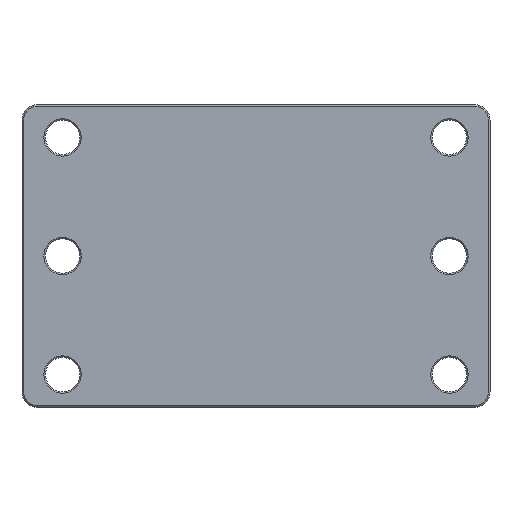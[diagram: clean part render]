
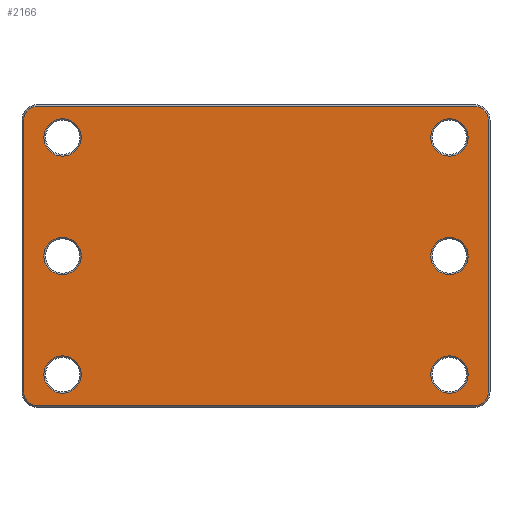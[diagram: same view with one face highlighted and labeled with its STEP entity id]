
A CAD part, front view. The second image highlights one B-rep face of the part: STEP entity #2166.
In plain terms, the highlighted planar face has unit normal (0, -1, 0).
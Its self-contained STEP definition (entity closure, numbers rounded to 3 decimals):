
#79=FACE_BOUND('',#468,.T.);
#80=FACE_BOUND('',#469,.T.);
#81=FACE_BOUND('',#470,.T.);
#82=FACE_BOUND('',#471,.T.);
#83=FACE_BOUND('',#472,.T.);
#84=FACE_BOUND('',#473,.T.);
#131=PLANE('',#2344);
#335=FACE_OUTER_BOUND('',#467,.T.);
#467=EDGE_LOOP('',(#1680,#1681,#1682,#1683,#1684,#1685,#1686,#1687));
#468=EDGE_LOOP('',(#1688));
#469=EDGE_LOOP('',(#1689));
#470=EDGE_LOOP('',(#1690));
#471=EDGE_LOOP('',(#1691));
#472=EDGE_LOOP('',(#1692));
#473=EDGE_LOOP('',(#1693));
#635=LINE('',#3413,#792);
#636=LINE('',#3417,#793);
#637=LINE('',#3421,#794);
#638=LINE('',#3425,#795);
#792=VECTOR('',#2701,10.);
#793=VECTOR('',#2704,10.);
#794=VECTOR('',#2707,10.);
#795=VECTOR('',#2710,10.);
#928=CIRCLE('',#2342,6.);
#930=CIRCLE('',#2345,4.5);
#931=CIRCLE('',#2346,4.5);
#932=CIRCLE('',#2347,4.5);
#933=CIRCLE('',#2348,4.5);
#934=CIRCLE('',#2349,6.);
#935=CIRCLE('',#2350,6.);
#936=CIRCLE('',#2351,6.);
#937=CIRCLE('',#2352,6.);
#938=CIRCLE('',#2353,6.);
#1080=VERTEX_POINT('',#3405);
#1082=VERTEX_POINT('',#3411);
#1083=VERTEX_POINT('',#3412);
#1084=VERTEX_POINT('',#3414);
#1085=VERTEX_POINT('',#3416);
#1086=VERTEX_POINT('',#3418);
#1087=VERTEX_POINT('',#3420);
#1088=VERTEX_POINT('',#3422);
#1089=VERTEX_POINT('',#3424);
#1090=VERTEX_POINT('',#3427);
#1091=VERTEX_POINT('',#3429);
#1092=VERTEX_POINT('',#3431);
#1093=VERTEX_POINT('',#3433);
#1094=VERTEX_POINT('',#3435);
#1296=EDGE_CURVE('',#1080,#1080,#928,.T.);
#1299=EDGE_CURVE('',#1082,#1083,#635,.T.);
#1300=EDGE_CURVE('',#1084,#1082,#930,.T.);
#1301=EDGE_CURVE('',#1085,#1084,#636,.T.);
#1302=EDGE_CURVE('',#1086,#1085,#931,.T.);
#1303=EDGE_CURVE('',#1087,#1086,#637,.T.);
#1304=EDGE_CURVE('',#1088,#1087,#932,.T.);
#1305=EDGE_CURVE('',#1089,#1088,#638,.T.);
#1306=EDGE_CURVE('',#1083,#1089,#933,.T.);
#1307=EDGE_CURVE('',#1090,#1090,#934,.T.);
#1308=EDGE_CURVE('',#1091,#1091,#935,.T.);
#1309=EDGE_CURVE('',#1092,#1092,#936,.T.);
#1310=EDGE_CURVE('',#1093,#1093,#937,.T.);
#1311=EDGE_CURVE('',#1094,#1094,#938,.T.);
#1680=ORIENTED_EDGE('',*,*,#1299,.F.);
#1681=ORIENTED_EDGE('',*,*,#1300,.F.);
#1682=ORIENTED_EDGE('',*,*,#1301,.F.);
#1683=ORIENTED_EDGE('',*,*,#1302,.F.);
#1684=ORIENTED_EDGE('',*,*,#1303,.F.);
#1685=ORIENTED_EDGE('',*,*,#1304,.F.);
#1686=ORIENTED_EDGE('',*,*,#1305,.F.);
#1687=ORIENTED_EDGE('',*,*,#1306,.F.);
#1688=ORIENTED_EDGE('',*,*,#1307,.F.);
#1689=ORIENTED_EDGE('',*,*,#1308,.F.);
#1690=ORIENTED_EDGE('',*,*,#1309,.F.);
#1691=ORIENTED_EDGE('',*,*,#1310,.F.);
#1692=ORIENTED_EDGE('',*,*,#1311,.F.);
#1693=ORIENTED_EDGE('',*,*,#1296,.F.);
#2166=ADVANCED_FACE('',(#335,#79,#80,#81,#82,#83,#84),#131,.T.);
#2342=AXIS2_PLACEMENT_3D('',#3406,#2694,#2695);
#2344=AXIS2_PLACEMENT_3D('',#3410,#2699,#2700);
#2345=AXIS2_PLACEMENT_3D('',#3415,#2702,#2703);
#2346=AXIS2_PLACEMENT_3D('',#3419,#2705,#2706);
#2347=AXIS2_PLACEMENT_3D('',#3423,#2708,#2709);
#2348=AXIS2_PLACEMENT_3D('',#3426,#2711,#2712);
#2349=AXIS2_PLACEMENT_3D('',#3428,#2713,#2714);
#2350=AXIS2_PLACEMENT_3D('',#3430,#2715,#2716);
#2351=AXIS2_PLACEMENT_3D('',#3432,#2717,#2718);
#2352=AXIS2_PLACEMENT_3D('',#3434,#2719,#2720);
#2353=AXIS2_PLACEMENT_3D('',#3436,#2721,#2722);
#2694=DIRECTION('center_axis',(0.,-1.,0.));
#2695=DIRECTION('ref_axis',(1.,0.,0.));
#2699=DIRECTION('center_axis',(0.,-1.,0.));
#2700=DIRECTION('ref_axis',(0.,0.,-1.));
#2701=DIRECTION('',(1.,0.,0.));
#2702=DIRECTION('center_axis',(0.,1.,0.));
#2703=DIRECTION('ref_axis',(-0.707,0.,0.707));
#2704=DIRECTION('',(0.,0.,1.));
#2705=DIRECTION('center_axis',(0.,1.,0.));
#2706=DIRECTION('ref_axis',(-0.707,0.,-0.707));
#2707=DIRECTION('',(-1.,0.,0.));
#2708=DIRECTION('center_axis',(0.,1.,0.));
#2709=DIRECTION('ref_axis',(0.707,0.,-0.707));
#2710=DIRECTION('',(0.,0.,-1.));
#2711=DIRECTION('center_axis',(0.,1.,0.));
#2712=DIRECTION('ref_axis',(0.707,0.,0.707));
#2713=DIRECTION('center_axis',(0.,-1.,0.));
#2714=DIRECTION('ref_axis',(1.,0.,0.));
#2715=DIRECTION('center_axis',(0.,-1.,0.));
#2716=DIRECTION('ref_axis',(1.,0.,0.));
#2717=DIRECTION('center_axis',(0.,-1.,0.));
#2718=DIRECTION('ref_axis',(1.,0.,0.));
#2719=DIRECTION('center_axis',(0.,-1.,0.));
#2720=DIRECTION('ref_axis',(1.,0.,0.));
#2721=DIRECTION('center_axis',(0.,-1.,0.));
#2722=DIRECTION('ref_axis',(1.,0.,0.));
#3405=CARTESIAN_POINT('',(56.,-35.,10.5));
#3406=CARTESIAN_POINT('Origin',(62.,-35.,10.5));
#3410=CARTESIAN_POINT('Origin',(75.,-35.,0.));
#3411=CARTESIAN_POINT('',(-70.,-35.,96.5));
#3412=CARTESIAN_POINT('',(70.,-35.,96.5));
#3413=CARTESIAN_POINT('',(38.876,-35.,96.5));
#3414=CARTESIAN_POINT('',(-74.5,-35.,92.));
#3415=CARTESIAN_POINT('Origin',(-70.,-35.,92.));
#3416=CARTESIAN_POINT('',(-74.5,-35.,5.));
#3417=CARTESIAN_POINT('',(-74.5,-35.,0.));
#3418=CARTESIAN_POINT('',(-70.,-35.,0.5));
#3419=CARTESIAN_POINT('Origin',(-70.,-35.,5.));
#3420=CARTESIAN_POINT('',(70.,-35.,0.5));
#3421=CARTESIAN_POINT('',(38.876,-35.,0.5));
#3422=CARTESIAN_POINT('',(74.5,-35.,5.));
#3423=CARTESIAN_POINT('Origin',(70.,-35.,5.));
#3424=CARTESIAN_POINT('',(74.5,-35.,92.));
#3425=CARTESIAN_POINT('',(74.5,-35.,0.));
#3426=CARTESIAN_POINT('Origin',(70.,-35.,92.));
#3427=CARTESIAN_POINT('',(56.,-35.,48.5));
#3428=CARTESIAN_POINT('Origin',(62.,-35.,48.5));
#3429=CARTESIAN_POINT('',(-68.,-35.,48.5));
#3430=CARTESIAN_POINT('Origin',(-62.,-35.,48.5));
#3431=CARTESIAN_POINT('',(-68.,-35.,86.5));
#3432=CARTESIAN_POINT('Origin',(-62.,-35.,86.5));
#3433=CARTESIAN_POINT('',(-68.,-35.,10.5));
#3434=CARTESIAN_POINT('Origin',(-62.,-35.,10.5));
#3435=CARTESIAN_POINT('',(56.,-35.,86.5));
#3436=CARTESIAN_POINT('Origin',(62.,-35.,86.5));
